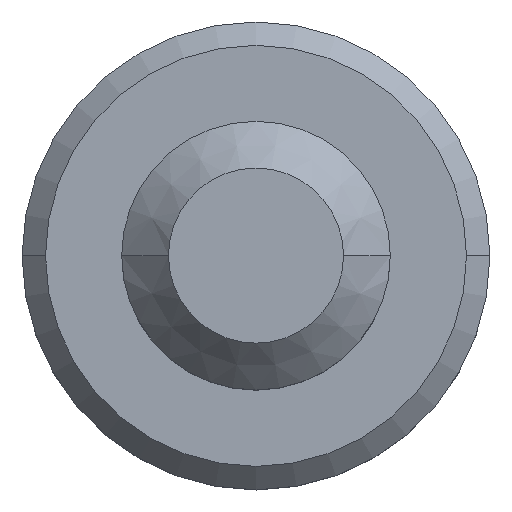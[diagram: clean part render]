
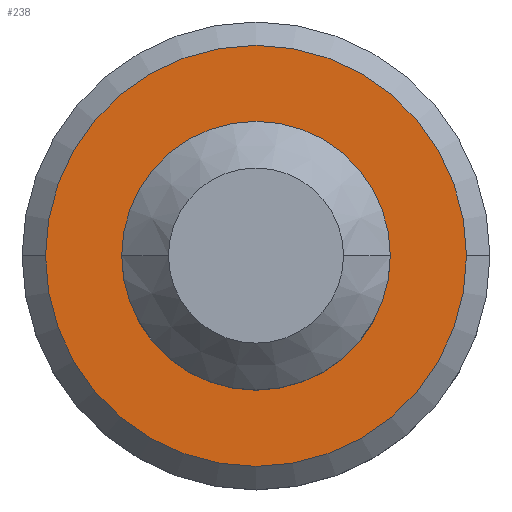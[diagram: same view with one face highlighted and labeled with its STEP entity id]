
A CAD part, top view. The second image highlights one B-rep face of the part: STEP entity #238.
In plain terms, the highlighted planar face has unit normal (0, 0, 1).
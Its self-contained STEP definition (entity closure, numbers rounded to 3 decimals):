
#11 = EDGE_CURVE ( 'NONE', #218, #124, #329, .T. ) ;
#20 = DIRECTION ( 'NONE',  ( 0., 0., 1. ) ) ;
#42 = DIRECTION ( 'NONE',  ( 0., 0., 1. ) ) ;
#45 = AXIS2_PLACEMENT_3D ( 'NONE', #53, #304, #180 ) ;
#53 = CARTESIAN_POINT ( 'NONE',  ( 0., 0., 6. ) ) ;
#74 = EDGE_CURVE ( 'NONE', #102, #344, #308, .T. ) ;
#86 = DIRECTION ( 'NONE',  ( 0., 0., -1. ) ) ;
#99 = CARTESIAN_POINT ( 'NONE',  ( -5.743, 0., 6. ) ) ;
#102 = VERTEX_POINT ( 'NONE', #99 ) ;
#103 = CIRCLE ( 'NONE', #332, 9. ) ;
#108 = CARTESIAN_POINT ( 'NONE',  ( 5.743, 0., 6. ) ) ;
#111 = DIRECTION ( 'NONE',  ( 1., 0., 0. ) ) ;
#124 = VERTEX_POINT ( 'NONE', #291 ) ;
#154 = ORIENTED_EDGE ( 'NONE', *, *, #334, .F. ) ;
#157 = ORIENTED_EDGE ( 'NONE', *, *, #74, .F. ) ;
#171 = DIRECTION ( 'NONE',  ( 0., 0., -1. ) ) ;
#180 = DIRECTION ( 'NONE',  ( 1., 0., 0. ) ) ;
#188 = FACE_BOUND ( 'NONE', #322, .T. ) ;
#199 = CARTESIAN_POINT ( 'NONE',  ( 0., 0., 6. ) ) ;
#202 = DIRECTION ( 'NONE',  ( 1., 0., 0. ) ) ;
#211 = CARTESIAN_POINT ( 'NONE',  ( 0., 0., 6. ) ) ;
#218 = VERTEX_POINT ( 'NONE', #365 ) ;
#238 = ADVANCED_FACE ( 'NONE', ( #188, #278 ), #313, .T. ) ;
#245 = DIRECTION ( 'NONE',  ( 1., 0., 0. ) ) ;
#252 = EDGE_LOOP ( 'NONE', ( #289, #375 ) ) ;
#260 = AXIS2_PLACEMENT_3D ( 'NONE', #211, #20, #111 ) ;
#266 = CIRCLE ( 'NONE', #299, 5.743 ) ;
#278 = FACE_OUTER_BOUND ( 'NONE', #252, .T. ) ;
#289 = ORIENTED_EDGE ( 'NONE', *, *, #11, .F. ) ;
#291 = CARTESIAN_POINT ( 'NONE',  ( -9., 0., 6. ) ) ;
#299 = AXIS2_PLACEMENT_3D ( 'NONE', #199, #42, #202 ) ;
#304 = DIRECTION ( 'NONE',  ( 0., 0., 1. ) ) ;
#308 = CIRCLE ( 'NONE', #45, 5.743 ) ;
#313 = PLANE ( 'NONE',  #260 ) ;
#322 = EDGE_LOOP ( 'NONE', ( #157, #154 ) ) ;
#329 = CIRCLE ( 'NONE', #379, 9. ) ;
#332 = AXIS2_PLACEMENT_3D ( 'NONE', #353, #171, #361 ) ;
#334 = EDGE_CURVE ( 'NONE', #344, #102, #266, .T. ) ;
#344 = VERTEX_POINT ( 'NONE', #108 ) ;
#353 = CARTESIAN_POINT ( 'NONE',  ( 0., 0., 6. ) ) ;
#361 = DIRECTION ( 'NONE',  ( 1., 0., 0. ) ) ;
#365 = CARTESIAN_POINT ( 'NONE',  ( 9., 0., 6. ) ) ;
#366 = CARTESIAN_POINT ( 'NONE',  ( 0., 0., 6. ) ) ;
#375 = ORIENTED_EDGE ( 'NONE', *, *, #392, .F. ) ;
#379 = AXIS2_PLACEMENT_3D ( 'NONE', #366, #86, #245 ) ;
#392 = EDGE_CURVE ( 'NONE', #124, #218, #103, .T. ) ;
